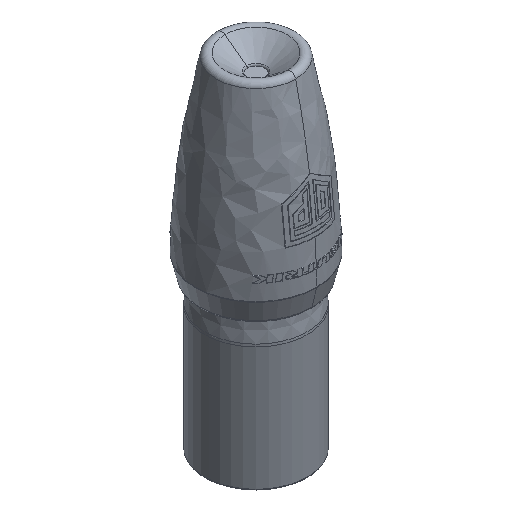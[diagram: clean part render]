
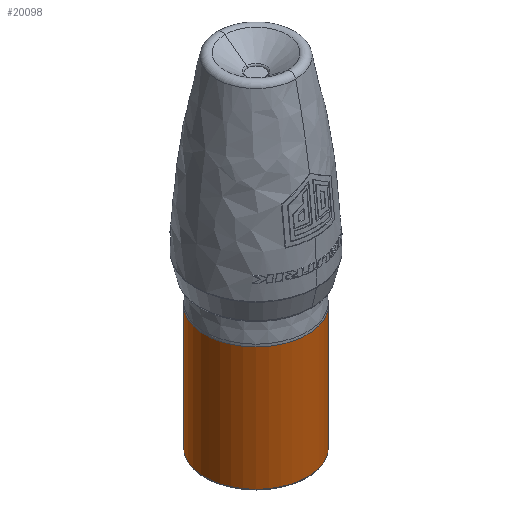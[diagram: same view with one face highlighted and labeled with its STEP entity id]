
A CAD part, isometric view. The second image highlights one B-rep face of the part: STEP entity #20098.
In plain terms, the highlighted cylindrical face has radius 9.5 mm (diameter 19 mm), a partial arc.
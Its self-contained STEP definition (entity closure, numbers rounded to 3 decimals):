
#3810=CARTESIAN_POINT('',(0.,0.,-28.8));
#3811=DIRECTION('',(0.,0.,-1.));
#3812=DIRECTION('',(0.707,-0.707,0.));
#3813=AXIS2_PLACEMENT_3D('',#3810,#3811,#3812);
#5088=DIRECTION('',(0.,0.,-1.));
#5089=VECTOR('',#5088,22.867);
#5090=CARTESIAN_POINT('',(6.718,-6.718,
-5.933));
#5091=LINE('',#5090,#5089);
#5092=DIRECTION('',(0.,0.,-1.));
#5093=VECTOR('',#5092,22.867);
#5094=CARTESIAN_POINT('',(-6.718,6.718,
-5.933));
#5095=LINE('',#5094,#5093);
#5096=CARTESIAN_POINT('',(0.,0.,-5.933));
#5097=DIRECTION('',(0.,0.,-1.));
#5098=DIRECTION('',(0.707,-0.707,0.));
#5099=AXIS2_PLACEMENT_3D('',#5096,#5097,#5098);
#11418=CARTESIAN_POINT('',(6.718,-6.718,-28.8));
#11420=VERTEX_POINT('',#11418);
#11430=CARTESIAN_POINT('',(-6.718,6.718,-28.8));
#11432=VERTEX_POINT('',#11430);
#11456=CARTESIAN_POINT('',(6.718,-6.718,
-5.933));
#11457=VERTEX_POINT('',#11456);
#11458=CARTESIAN_POINT('',(-6.718,6.718,
-5.933));
#11459=VERTEX_POINT('',#11458);
#20086=CARTESIAN_POINT('',(0.,0.,-30.45));
#20087=DIRECTION('',(0.,0.,1.));
#20088=DIRECTION('',(-0.707,0.707,0.));
#20089=AXIS2_PLACEMENT_3D('',#20086,#20087,#20088);
#20090=CYLINDRICAL_SURFACE('',#20089,9.5);
#20091=ORIENTED_EDGE('',*,*,#19528,.T.);
#20092=ORIENTED_EDGE('',*,*,#19505,.T.);
#20093=ORIENTED_EDGE('',*,*,#19532,.F.);
#20095=ORIENTED_EDGE('',*,*,#20094,.F.);
#20096=EDGE_LOOP('',(#20091,#20092,#20093,#20095));
#20097=FACE_OUTER_BOUND('',#20096,.F.);
#20098=ADVANCED_FACE('',(#20097),#20090,.T.);
#3814=CIRCLE('',#3813,9.5);
#5100=CIRCLE('',#5099,9.5);
#19505=EDGE_CURVE('',#11420,#11432,#3814,.T.);
#19528=EDGE_CURVE('',#11457,#11420,#5091,.T.);
#19532=EDGE_CURVE('',#11459,#11432,#5095,.T.);
#20094=EDGE_CURVE('',#11457,#11459,#5100,.T.);
